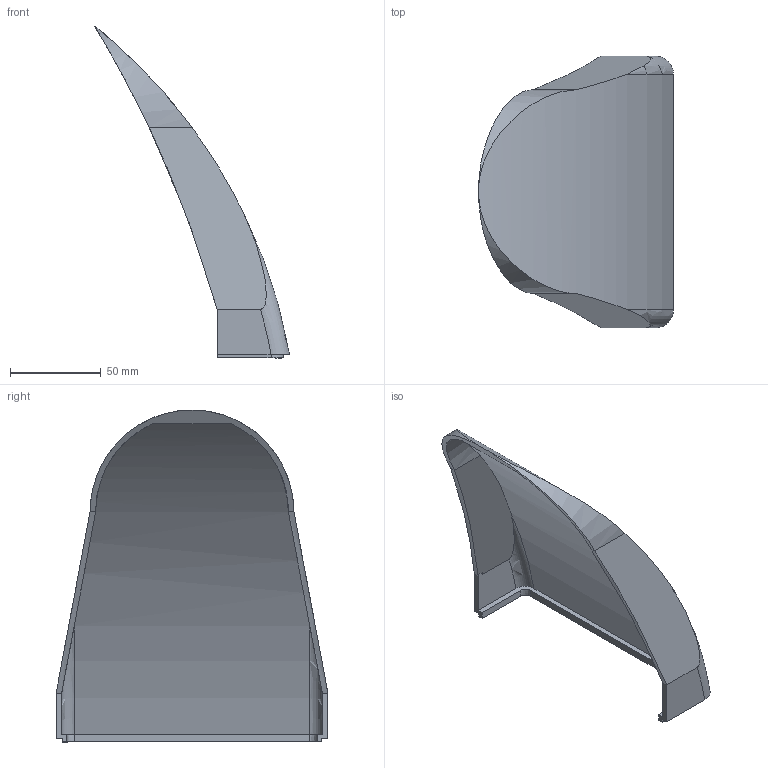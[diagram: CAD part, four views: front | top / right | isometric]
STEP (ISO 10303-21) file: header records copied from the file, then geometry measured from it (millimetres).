
FILE_DESCRIPTION(/* description */ (''),/* implementation_level */ '2;1');
FILE_NAME(/* name */ 'FrontCoverv0.2.3.2stp.stp',/* time_stamp */ '2025-12-04T14:52:32-05:00',/* author */ ('mateo'),/* organization */ (''),/* preprocessor_version */ 'ST-DEVELOPER v20.1',/* originating_system */ 'Autodesk Inventor 2026',/* authorisation */ '');
FILE_SCHEMA (('AUTOMOTIVE_DESIGN { 1 0 10303 214 3 1 1 }'));
Length unit declared in the file: millimetre
Products named in the file (1): FrontCover
Bounding box: 107.6 x 150 x 183.25 mm (x, y, z)
Volume: 102352.2 mm3; surface area: 70939.5 mm2
Topology: 1 solids, 1 shells, 42 faces, 113 edges, 73 vertices
Faces by surface type: plane 25, bspline 9, torus 4, cylinder 4
Entity records: 2161 total; most frequent: CARTESIAN_POINT 1135, ORIENTED_EDGE 226, DIRECTION 168, EDGE_CURVE 113, VERTEX_POINT 73, LINE 68, VECTOR 68, AXIS2_PLACEMENT_3D 50
